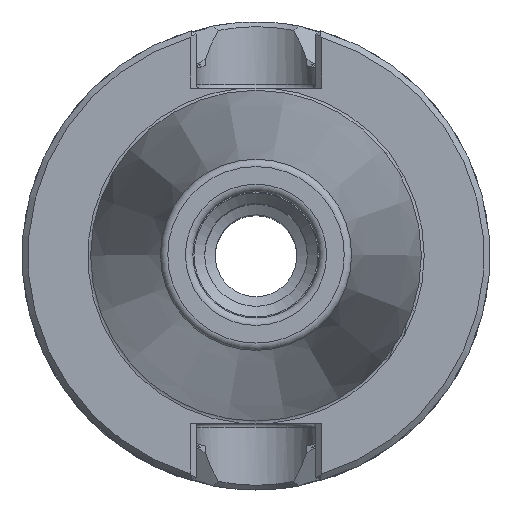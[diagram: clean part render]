
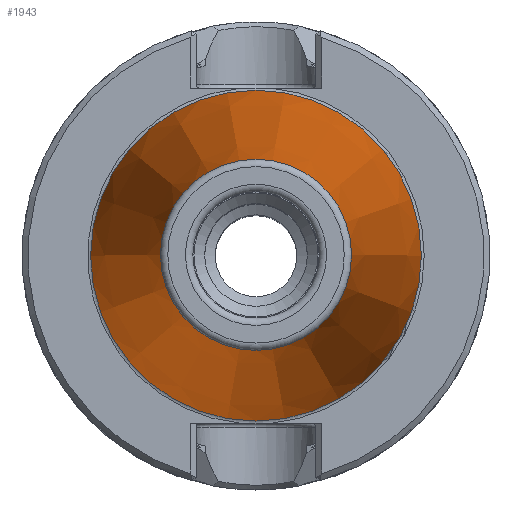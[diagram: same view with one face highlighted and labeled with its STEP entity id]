
A CAD part, top view. The second image highlights one B-rep face of the part: STEP entity #1943.
In plain terms, the highlighted conical face has half-angle 8.297 degrees and reference radius 12.871 mm.
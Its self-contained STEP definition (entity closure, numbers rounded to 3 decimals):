
#233=CONICAL_SURFACE('',#2091,12.871,0.145);
#609=ORIENTED_EDGE('',*,*,#652,.T.);
#610=ORIENTED_EDGE('',*,*,#815,.F.);
#652=EDGE_CURVE('',#837,#837,#966,.T.);
#815=EDGE_CURVE('',#944,#944,#1003,.T.);
#837=VERTEX_POINT('',#2525);
#944=VERTEX_POINT('',#3077);
#966=CIRCLE('',#1975,22.268);
#1003=CIRCLE('',#2090,12.871);
#1098=EDGE_LOOP('',(#609));
#1099=EDGE_LOOP('',(#610));
#1214=FACE_BOUND('',#1098,.T.);
#1215=FACE_BOUND('',#1099,.T.);
#1943=ADVANCED_FACE('',(#1214,#1215),#233,.T.);
#1975=AXIS2_PLACEMENT_3D('',#2524,#2144,#2145);
#2090=AXIS2_PLACEMENT_3D('',#3076,#2438,#2439);
#2091=AXIS2_PLACEMENT_3D('',#3078,#2440,#2441);
#2144=DIRECTION('',(0.,0.,1.));
#2145=DIRECTION('',(1.,0.,0.));
#2438=DIRECTION('',(0.,0.,1.));
#2439=DIRECTION('',(1.,0.,0.));
#2440=DIRECTION('',(0.,0.,-1.));
#2441=DIRECTION('',(-1.,0.,0.));
#2524=CARTESIAN_POINT('',(0.,0.,0.106));
#2525=CARTESIAN_POINT('',(22.268,0.,0.106));
#3076=CARTESIAN_POINT('',(0.,0.,64.544));
#3077=CARTESIAN_POINT('',(12.871,0.,64.544));
#3078=CARTESIAN_POINT('',(0.,0.,64.544));
